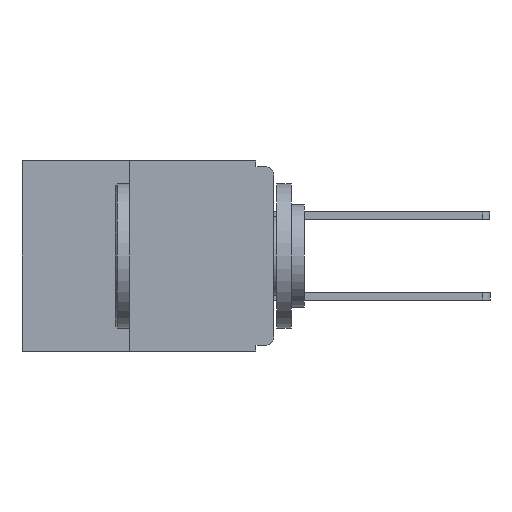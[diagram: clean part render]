
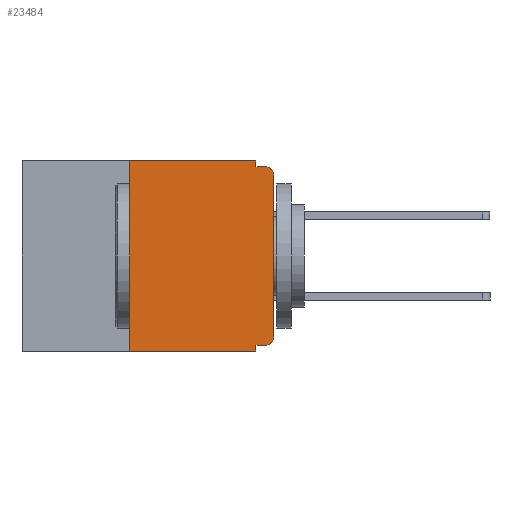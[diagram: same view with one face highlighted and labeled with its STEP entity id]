
A CAD part, left-side view. The second image highlights one B-rep face of the part: STEP entity #23484.
In plain terms, the highlighted planar face has unit normal (-1, 0, 0).
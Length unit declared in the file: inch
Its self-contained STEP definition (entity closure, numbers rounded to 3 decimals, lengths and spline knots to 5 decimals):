
#518 = VERTEX_POINT ( 'NONE', #548 ) ;
#548 = CARTESIAN_POINT ( 'NONE',  ( 0., 0.015, -0.01 ) ) ;
#1802 = CARTESIAN_POINT ( 'NONE',  ( 0., 0.25, -0.33 ) ) ;
#2165 = DIRECTION ( 'NONE',  ( 0., 0., 1. ) ) ;
#2403 = VERTEX_POINT ( 'NONE', #18279 ) ;
#2519 = DIRECTION ( 'NONE',  ( -1., 0., 0. ) ) ;
#2930 = EDGE_CURVE ( 'NONE', #2403, #28853, #24238, .T. ) ;
#3880 = EDGE_CURVE ( 'NONE', #14472, #12368, #29244, .T. ) ;
#4129 = ORIENTED_EDGE ( 'NONE', *, *, #28151, .F. ) ;
#4394 = VERTEX_POINT ( 'NONE', #7147 ) ;
#5260 = DIRECTION ( 'NONE',  ( 0., 0., -1. ) ) ;
#5311 = DIRECTION ( 'NONE',  ( 0., -1., 0. ) ) ;
#6402 = LINE ( 'NONE', #27895, #12473 ) ;
#6664 = CARTESIAN_POINT ( 'NONE',  ( 0., 0.25, -0.33 ) ) ;
#6842 = CARTESIAN_POINT ( 'NONE',  ( 0., 0., 0. ) ) ;
#6858 = LINE ( 'NONE', #23316, #18222 ) ;
#6907 = DIRECTION ( 'NONE',  ( 0., 0., -1. ) ) ;
#7147 = CARTESIAN_POINT ( 'NONE',  ( 0., 0.031, -0.01 ) ) ;
#7165 = ORIENTED_EDGE ( 'NONE', *, *, #26658, .F. ) ;
#8572 = DIRECTION ( 'NONE',  ( 1., 0., 0. ) ) ;
#8803 = EDGE_CURVE ( 'NONE', #13685, #518, #12879, .T. ) ;
#8876 = EDGE_CURVE ( 'NONE', #4394, #518, #11424, .T. ) ;
#9030 = VECTOR ( 'NONE', #2165, 39.37008 ) ;
#9493 = AXIS2_PLACEMENT_3D ( 'NONE', #21890, #21849, #21796 ) ;
#10726 = CARTESIAN_POINT ( 'NONE',  ( 0., 0.25, 0. ) ) ;
#10733 = CARTESIAN_POINT ( 'NONE',  ( 0., 0., -0.305 ) ) ;
#10979 = CARTESIAN_POINT ( 'NONE',  ( 0., 0.437, -0.33 ) ) ;
#11424 = LINE ( 'NONE', #21229, #12144 ) ;
#11943 = VERTEX_POINT ( 'NONE', #22315 ) ;
#12144 = VECTOR ( 'NONE', #21041, 39.37008 ) ;
#12192 = ORIENTED_EDGE ( 'NONE', *, *, #21570, .F. ) ;
#12368 = VERTEX_POINT ( 'NONE', #10733 ) ;
#12473 = VECTOR ( 'NONE', #16825, 39.37008 ) ;
#12879 = CIRCLE ( 'NONE', #9493, 0.015 ) ;
#13058 = CARTESIAN_POINT ( 'NONE',  ( 0., 0., -0.025 ) ) ;
#13112 = EDGE_CURVE ( 'NONE', #27933, #28853, #24175, .T. ) ;
#13685 = VERTEX_POINT ( 'NONE', #13058 ) ;
#13825 = CARTESIAN_POINT ( 'NONE',  ( 0., 0.015, -0.32 ) ) ;
#14472 = VERTEX_POINT ( 'NONE', #13825 ) ;
#14515 = ORIENTED_EDGE ( 'NONE', *, *, #13112, .T. ) ;
#14583 = AXIS2_PLACEMENT_3D ( 'NONE', #22125, #8572, #24345 ) ;
#14946 = EDGE_CURVE ( 'NONE', #11943, #4394, #18112, .T. ) ;
#15728 = DIRECTION ( 'NONE',  ( 0., 0., 1. ) ) ;
#16030 = ORIENTED_EDGE ( 'NONE', *, *, #8803, .T. ) ;
#16825 = DIRECTION ( 'NONE',  ( 0., 1., 0. ) ) ;
#17081 = CARTESIAN_POINT ( 'NONE',  ( 0., 0.031, -0.33 ) ) ;
#17580 = VECTOR ( 'NONE', #6907, 39.37008 ) ;
#17834 = CARTESIAN_POINT ( 'NONE',  ( 0., 0.031, 0. ) ) ;
#18112 = LINE ( 'NONE', #17834, #22693 ) ;
#18222 = VECTOR ( 'NONE', #5311, 39.37008 ) ;
#18279 = CARTESIAN_POINT ( 'NONE',  ( 0., 0.031, -0.32 ) ) ;
#18287 = ORIENTED_EDGE ( 'NONE', *, *, #8876, .F. ) ;
#18771 = CARTESIAN_POINT ( 'NONE',  ( 0., 0.015, -0.305 ) ) ;
#20093 = DIRECTION ( 'NONE',  ( 0., 0., -1. ) ) ;
#20220 = VERTEX_POINT ( 'NONE', #10726 ) ;
#21041 = DIRECTION ( 'NONE',  ( 0., -1., 0. ) ) ;
#21229 = CARTESIAN_POINT ( 'NONE',  ( 0., 0., -0.01 ) ) ;
#21238 = FACE_OUTER_BOUND ( 'NONE', #28658, .T. ) ;
#21570 = EDGE_CURVE ( 'NONE', #27933, #20220, #22837, .T. ) ;
#21796 = DIRECTION ( 'NONE',  ( 0., 0., -1. ) ) ;
#21837 = EDGE_CURVE ( 'NONE', #12368, #13685, #26955, .T. ) ;
#21849 = DIRECTION ( 'NONE',  ( -1., 0., 0. ) ) ;
#21890 = CARTESIAN_POINT ( 'NONE',  ( 0., 0.015, -0.025 ) ) ;
#22125 = CARTESIAN_POINT ( 'NONE',  ( 0., 0.437, 0. ) ) ;
#22315 = CARTESIAN_POINT ( 'NONE',  ( 0., 0.031, 0. ) ) ;
#22693 = VECTOR ( 'NONE', #20093, 39.37008 ) ;
#22837 = LINE ( 'NONE', #6664, #27293 ) ;
#23316 = CARTESIAN_POINT ( 'NONE',  ( 0., 0.437, 0. ) ) ;
#23484 = ADVANCED_FACE ( 'NONE', ( #21238 ), #28620, .F. ) ;
#24175 = LINE ( 'NONE', #10979, #29240 ) ;
#24238 = LINE ( 'NONE', #26733, #17580 ) ;
#24345 = DIRECTION ( 'NONE',  ( 0., 0., -1. ) ) ;
#25221 = ORIENTED_EDGE ( 'NONE', *, *, #14946, .F. ) ;
#25513 = ORIENTED_EDGE ( 'NONE', *, *, #2930, .F. ) ;
#26230 = ORIENTED_EDGE ( 'NONE', *, *, #3880, .T. ) ;
#26658 = EDGE_CURVE ( 'NONE', #20220, #11943, #6858, .T. ) ;
#26705 = DIRECTION ( 'NONE',  ( 0., -1., 0. ) ) ;
#26733 = CARTESIAN_POINT ( 'NONE',  ( 0., 0.031, -0.33 ) ) ;
#26955 = LINE ( 'NONE', #6842, #9030 ) ;
#27293 = VECTOR ( 'NONE', #15728, 39.37008 ) ;
#27790 = ORIENTED_EDGE ( 'NONE', *, *, #21837, .T. ) ;
#27895 = CARTESIAN_POINT ( 'NONE',  ( 0., 0., -0.32 ) ) ;
#27933 = VERTEX_POINT ( 'NONE', #1802 ) ;
#27997 = AXIS2_PLACEMENT_3D ( 'NONE', #18771, #2519, #5260 ) ;
#28151 = EDGE_CURVE ( 'NONE', #14472, #2403, #6402, .T. ) ;
#28620 = PLANE ( 'NONE',  #14583 ) ;
#28658 = EDGE_LOOP ( 'NONE', ( #27790, #16030, #18287, #25221, #7165, #12192, #14515, #25513, #4129, #26230 ) ) ;
#28853 = VERTEX_POINT ( 'NONE', #17081 ) ;
#29240 = VECTOR ( 'NONE', #26705, 39.37008 ) ;
#29244 = CIRCLE ( 'NONE', #27997, 0.015 ) ;
